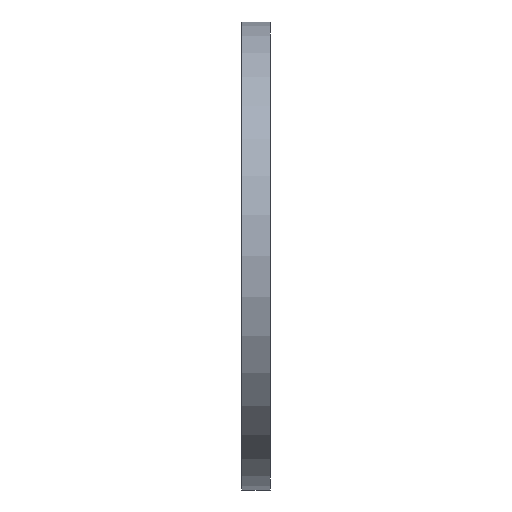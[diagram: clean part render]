
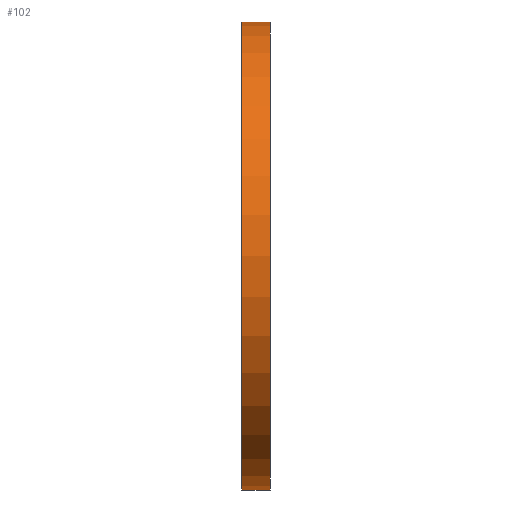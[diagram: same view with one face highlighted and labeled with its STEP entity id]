
A CAD part, left-side view. The second image highlights one B-rep face of the part: STEP entity #102.
In plain terms, the highlighted cylindrical face has radius 125 mm (diameter 250 mm), a partial arc.
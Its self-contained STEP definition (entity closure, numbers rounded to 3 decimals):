
#5 = CARTESIAN_POINT ( 'NONE',  ( 0., 38.545, 0. ) ) ;
#12 = DIRECTION ( 'NONE',  ( 0., 1., 0. ) ) ;
#13 = VECTOR ( 'NONE', #355, 1000. ) ;
#95 = CARTESIAN_POINT ( 'NONE',  ( 0., 15., 125. ) ) ;
#102 = ADVANCED_FACE ( 'NONE', ( #124 ), #544, .T. ) ;
#124 = FACE_OUTER_BOUND ( 'NONE', #526, .T. ) ;
#129 = DIRECTION ( 'NONE',  ( 0., 1., 0. ) ) ;
#130 = VERTEX_POINT ( 'NONE', #194 ) ;
#160 = EDGE_CURVE ( 'NONE', #469, #247, #707, .T. ) ;
#188 = DIRECTION ( 'NONE',  ( 0., 1., 0. ) ) ;
#194 = CARTESIAN_POINT ( 'NONE',  ( 0., 15., -125. ) ) ;
#224 = CARTESIAN_POINT ( 'NONE',  ( 0., 0., -125. ) ) ;
#225 = CIRCLE ( 'NONE', #265, 125. ) ;
#226 = AXIS2_PLACEMENT_3D ( 'NONE', #5, #188, #243 ) ;
#243 = DIRECTION ( 'NONE',  ( 0., 0., 1. ) ) ;
#245 = VERTEX_POINT ( 'NONE', #224 ) ;
#247 = VERTEX_POINT ( 'NONE', #95 ) ;
#255 = DIRECTION ( 'NONE',  ( 0., 0., 1. ) ) ;
#265 = AXIS2_PLACEMENT_3D ( 'NONE', #340, #509, #575 ) ;
#276 = VECTOR ( 'NONE', #129, 1000. ) ;
#301 = CARTESIAN_POINT ( 'NONE',  ( 0., 38.545, 125. ) ) ;
#310 = CARTESIAN_POINT ( 'NONE',  ( 0., 0., 125. ) ) ;
#317 = ORIENTED_EDGE ( 'NONE', *, *, #160, .T. ) ;
#340 = CARTESIAN_POINT ( 'NONE',  ( 0., 0., 0. ) ) ;
#355 = DIRECTION ( 'NONE',  ( 0., 1., 0. ) ) ;
#372 = ORIENTED_EDGE ( 'NONE', *, *, #703, .T. ) ;
#441 = CIRCLE ( 'NONE', #633, 125. ) ;
#469 = VERTEX_POINT ( 'NONE', #310 ) ;
#470 = LINE ( 'NONE', #579, #13 ) ;
#474 = EDGE_CURVE ( 'NONE', #130, #247, #441, .T. ) ;
#497 = CARTESIAN_POINT ( 'NONE',  ( 0., 15., 0. ) ) ;
#509 = DIRECTION ( 'NONE',  ( 0., 1., 0. ) ) ;
#526 = EDGE_LOOP ( 'NONE', ( #583, #372, #317, #733 ) ) ;
#544 = CYLINDRICAL_SURFACE ( 'NONE', #226, 125. ) ;
#575 = DIRECTION ( 'NONE',  ( 0., 0., 1. ) ) ;
#579 = CARTESIAN_POINT ( 'NONE',  ( 0., 38.545, -125. ) ) ;
#583 = ORIENTED_EDGE ( 'NONE', *, *, #763, .F. ) ;
#633 = AXIS2_PLACEMENT_3D ( 'NONE', #497, #12, #255 ) ;
#703 = EDGE_CURVE ( 'NONE', #245, #469, #225, .T. ) ;
#707 = LINE ( 'NONE', #301, #276 ) ;
#733 = ORIENTED_EDGE ( 'NONE', *, *, #474, .F. ) ;
#763 = EDGE_CURVE ( 'NONE', #245, #130, #470, .T. ) ;
